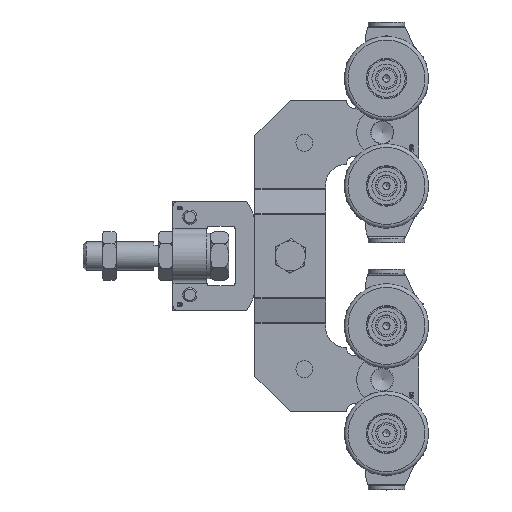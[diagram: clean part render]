
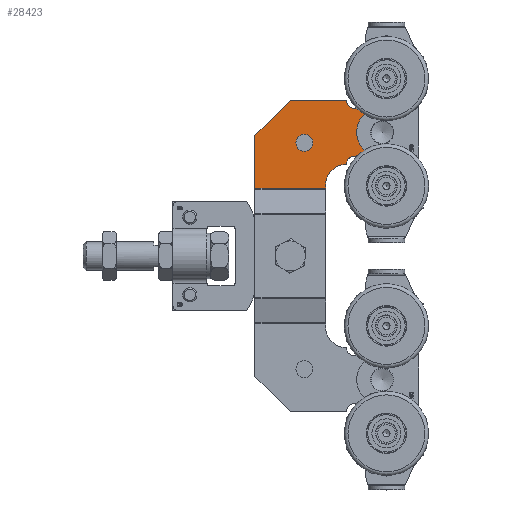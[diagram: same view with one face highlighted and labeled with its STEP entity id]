
A CAD part, top view. The second image highlights one B-rep face of the part: STEP entity #28423.
In plain terms, the highlighted planar face has unit normal (0, 0, 1).
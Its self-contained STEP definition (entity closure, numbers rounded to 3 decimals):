
#2736=CIRCLE('',#30959,5.);
#2737=CIRCLE('',#30960,15.);
#2738=CIRCLE('',#30961,5.);
#2739=CIRCLE('',#30962,18.);
#2740=CIRCLE('',#30963,6.);
#3882=FACE_BOUND('',#6813,.T.);
#4734=FACE_OUTER_BOUND('',#6812,.T.);
#6812=EDGE_LOOP('',(#20245,#20246,#20247,#20248,#20249,#20250,#20251,#20252,
#20253,#20254,#20255,#20256,#20257,#20258,#20259));
#6813=EDGE_LOOP('',(#20260));
#8290=LINE('',#43477,#9814);
#8295=LINE('',#43497,#9819);
#8296=LINE('',#43499,#9820);
#8297=LINE('',#43503,#9821);
#8298=LINE('',#43505,#9822);
#8299=LINE('',#43507,#9823);
#8300=LINE('',#43508,#9824);
#8301=LINE('',#43510,#9825);
#8302=LINE('',#43514,#9826);
#8303=LINE('',#43518,#9827);
#8304=LINE('',#43520,#9828);
#9814=VECTOR('',#35573,10.);
#9819=VECTOR('',#35596,10.);
#9820=VECTOR('',#35597,10.);
#9821=VECTOR('',#35600,10.);
#9822=VECTOR('',#35601,10.);
#9823=VECTOR('',#35602,10.);
#9824=VECTOR('',#35603,10.);
#9825=VECTOR('',#35604,10.);
#9826=VECTOR('',#35607,10.);
#9827=VECTOR('',#35610,10.);
#9828=VECTOR('',#35611,10.);
#11996=VERTEX_POINT('',#43474);
#11997=VERTEX_POINT('',#43476);
#12002=VERTEX_POINT('',#43495);
#12003=VERTEX_POINT('',#43496);
#12004=VERTEX_POINT('',#43498);
#12005=VERTEX_POINT('',#43500);
#12006=VERTEX_POINT('',#43502);
#12007=VERTEX_POINT('',#43504);
#12008=VERTEX_POINT('',#43506);
#12009=VERTEX_POINT('',#43509);
#12010=VERTEX_POINT('',#43511);
#12011=VERTEX_POINT('',#43513);
#12012=VERTEX_POINT('',#43515);
#12013=VERTEX_POINT('',#43517);
#12014=VERTEX_POINT('',#43519);
#12015=VERTEX_POINT('',#43522);
#15025=EDGE_CURVE('',#11996,#11997,#8290,.T.);
#15035=EDGE_CURVE('',#12002,#12003,#8295,.T.);
#15036=EDGE_CURVE('',#12004,#12002,#8296,.T.);
#15037=EDGE_CURVE('',#12005,#12004,#2736,.T.);
#15038=EDGE_CURVE('',#12006,#12005,#8297,.T.);
#15039=EDGE_CURVE('',#12007,#12006,#8298,.T.);
#15040=EDGE_CURVE('',#12007,#12008,#8299,.T.);
#15041=EDGE_CURVE('',#11997,#12008,#8300,.T.);
#15042=EDGE_CURVE('',#12009,#11996,#8301,.T.);
#15043=EDGE_CURVE('',#12010,#12009,#2737,.T.);
#15044=EDGE_CURVE('',#12011,#12010,#8302,.T.);
#15045=EDGE_CURVE('',#12012,#12011,#2738,.T.);
#15046=EDGE_CURVE('',#12013,#12012,#8303,.T.);
#15047=EDGE_CURVE('',#12014,#12013,#8304,.T.);
#15048=EDGE_CURVE('',#12003,#12014,#2739,.T.);
#15049=EDGE_CURVE('',#12015,#12015,#2740,.T.);
#20245=ORIENTED_EDGE('',*,*,#15035,.F.);
#20246=ORIENTED_EDGE('',*,*,#15036,.F.);
#20247=ORIENTED_EDGE('',*,*,#15037,.F.);
#20248=ORIENTED_EDGE('',*,*,#15038,.F.);
#20249=ORIENTED_EDGE('',*,*,#15039,.F.);
#20250=ORIENTED_EDGE('',*,*,#15040,.T.);
#20251=ORIENTED_EDGE('',*,*,#15041,.F.);
#20252=ORIENTED_EDGE('',*,*,#15025,.F.);
#20253=ORIENTED_EDGE('',*,*,#15042,.F.);
#20254=ORIENTED_EDGE('',*,*,#15043,.F.);
#20255=ORIENTED_EDGE('',*,*,#15044,.F.);
#20256=ORIENTED_EDGE('',*,*,#15045,.F.);
#20257=ORIENTED_EDGE('',*,*,#15046,.F.);
#20258=ORIENTED_EDGE('',*,*,#15047,.F.);
#20259=ORIENTED_EDGE('',*,*,#15048,.F.);
#20260=ORIENTED_EDGE('',*,*,#15049,.T.);
#25630=PLANE('',#30958);
#28423=ADVANCED_FACE('',(#4734,#3882),#25630,.T.);
#30958=AXIS2_PLACEMENT_3D('',#43494,#35594,#35595);
#30959=AXIS2_PLACEMENT_3D('',#43501,#35598,#35599);
#30960=AXIS2_PLACEMENT_3D('',#43512,#35605,#35606);
#30961=AXIS2_PLACEMENT_3D('',#43516,#35608,#35609);
#30962=AXIS2_PLACEMENT_3D('',#43521,#35612,#35613);
#30963=AXIS2_PLACEMENT_3D('',#43523,#35614,#35615);
#35573=DIRECTION('',(-1.,0.,0.));
#35594=DIRECTION('center_axis',(0.,0.,
1.));
#35595=DIRECTION('ref_axis',(0.,-1.,0.));
#35596=DIRECTION('',(0.,-1.,0.));
#35597=DIRECTION('',(1.,0.,0.));
#35598=DIRECTION('center_axis',(0.,0.,
1.));
#35599=DIRECTION('ref_axis',(1.,0.,0.));
#35600=DIRECTION('',(0.,-1.,0.));
#35601=DIRECTION('',(1.,0.,0.));
#35602=DIRECTION('',(-0.707,-0.707,0.));
#35603=DIRECTION('',(0.,1.,0.));
#35604=DIRECTION('',(0.,-1.,0.));
#35605=DIRECTION('center_axis',(0.,0.,
1.));
#35606=DIRECTION('ref_axis',(0.,-1.,0.));
#35607=DIRECTION('',(0.,-1.,0.));
#35608=DIRECTION('center_axis',(0.,0.,
1.));
#35609=DIRECTION('ref_axis',(0.,-1.,0.));
#35610=DIRECTION('',(-1.,0.,0.));
#35611=DIRECTION('',(0.,-1.,0.));
#35612=DIRECTION('center_axis',(0.,0.,
1.));
#35613=DIRECTION('ref_axis',(0.667,0.745,0.));
#35614=DIRECTION('center_axis',(0.,0.,
-1.));
#35615=DIRECTION('ref_axis',(0.,1.,0.));
#43474=CARTESIAN_POINT('',(-40.,135.38,4.));
#43476=CARTESIAN_POINT('',(-90.,135.38,4.));
#43477=CARTESIAN_POINT('',(-90.,135.38,4.));
#43494=CARTESIAN_POINT('Origin',(-40.336,87.5,4.));
#43495=CARTESIAN_POINT('',(-12.,192.,4.));
#43496=CARTESIAN_POINT('',(-12.,188.416,4.));
#43497=CARTESIAN_POINT('',(-12.,165.018,4.));
#43498=CARTESIAN_POINT('',(-20.,192.,4.));
#43499=CARTESIAN_POINT('',(20.,192.,4.));
#43500=CARTESIAN_POINT('',(-25.,197.,4.));
#43501=CARTESIAN_POINT('Origin',(-20.,197.,4.));
#43502=CARTESIAN_POINT('',(-25.,197.5,4.));
#43503=CARTESIAN_POINT('',(-25.,197.,4.));
#43504=CARTESIAN_POINT('',(-65.,197.5,4.));
#43505=CARTESIAN_POINT('',(-25.,197.5,4.));
#43506=CARTESIAN_POINT('',(-90.,172.5,4.));
#43507=CARTESIAN_POINT('',(-98.834,163.666,4.));
#43508=CARTESIAN_POINT('',(-90.,135.38,4.));
#43509=CARTESIAN_POINT('',(-40.,137.5,4.));
#43510=CARTESIAN_POINT('',(-40.,37.5,4.));
#43511=CARTESIAN_POINT('',(-25.,152.5,4.));
#43512=CARTESIAN_POINT('Origin',(-25.,137.5,4.));
#43513=CARTESIAN_POINT('',(-25.,153.,4.));
#43514=CARTESIAN_POINT('',(-25.,152.5,4.));
#43515=CARTESIAN_POINT('',(-20.,158.,4.));
#43516=CARTESIAN_POINT('Origin',(-20.,153.,4.));
#43517=CARTESIAN_POINT('',(-12.,158.,4.));
#43518=CARTESIAN_POINT('',(-20.,158.,4.));
#43519=CARTESIAN_POINT('',(-12.,161.584,4.));
#43520=CARTESIAN_POINT('',(-12.,124.542,4.));
#43521=CARTESIAN_POINT('Origin',(0.,175.,4.));
#43522=CARTESIAN_POINT('',(-55.,161.5,4.));
#43523=CARTESIAN_POINT('Origin',(-55.,167.5,4.));
